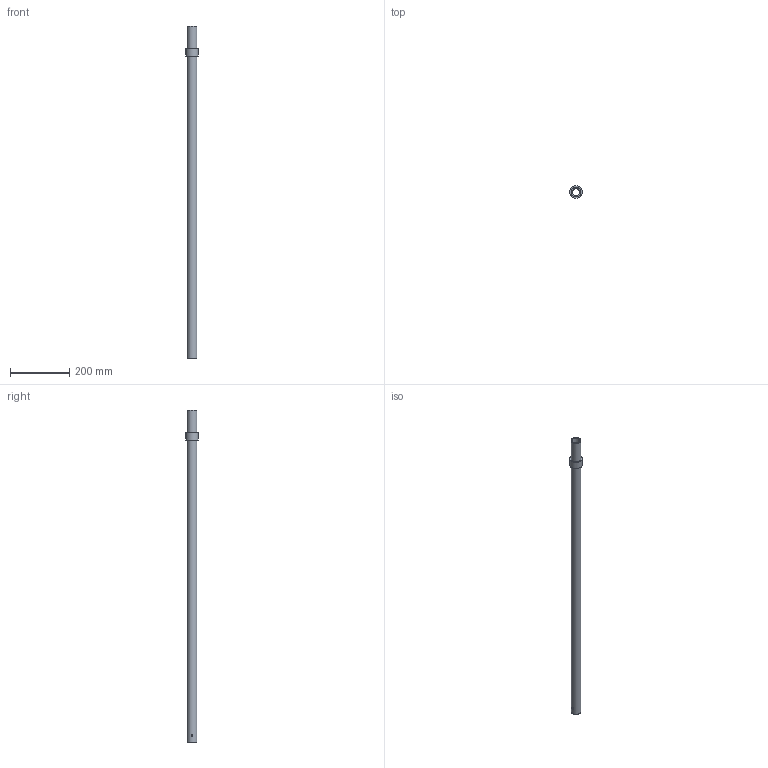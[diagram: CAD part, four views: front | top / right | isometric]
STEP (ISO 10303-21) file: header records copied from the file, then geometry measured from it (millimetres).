
FILE_DESCRIPTION(/* description */ (''),/* implementation_level */ '2;1');
FILE_NAME(/* name */ 'GE-18039.iam.stp',/* time_stamp */ '2018-01-01T11:22:42-08:00',/* author */ ('PhillipD'),/* organization */ (''),/* preprocessor_version */ 'ST-DEVELOPER v16.13',/* originating_system */ 'Autodesk Inventor 2018',/* authorisation */ '');
FILE_SCHEMA (('AUTOMOTIVE_DESIGN { 1 0 10303 214 3 1 1 }'));
Length unit declared in the file: inch
Products named in the file (3): GE-18039; GE-18039-01; GE-18039-02
Assembly tree (2 placements, depth 2):
  GE-18039
    GE-18039-01
    GE-18039-02
Bounding box: 42.16 x 42.16 x 1123.95 mm (x, y, z)
Volume: 394752.5 mm3; surface area: 217991 mm2
Topology: 2 solids, 2 shells, 10 faces, 22 edges, 14 vertices
Faces by surface type: cylinder 6, plane 4
Full cylindrical faces by diameter (mm): 6.604 x2, 26.137 x1, 33.401 x2, 42.164 x1
Entity records: 479 total; most frequent: CARTESIAN_POINT 171, DIRECTION 46, EDGE_LOOP 24, ORIENTED_EDGE 24, AXIS2_PLACEMENT_3D 23, FACE_BOUND 14, VERTEX_POINT 12, EDGE_CURVE 12
